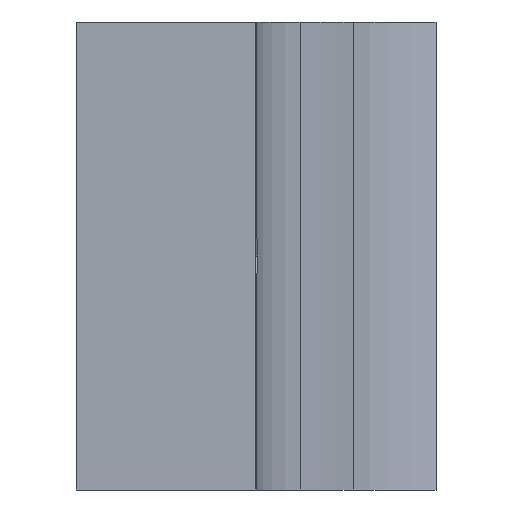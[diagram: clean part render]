
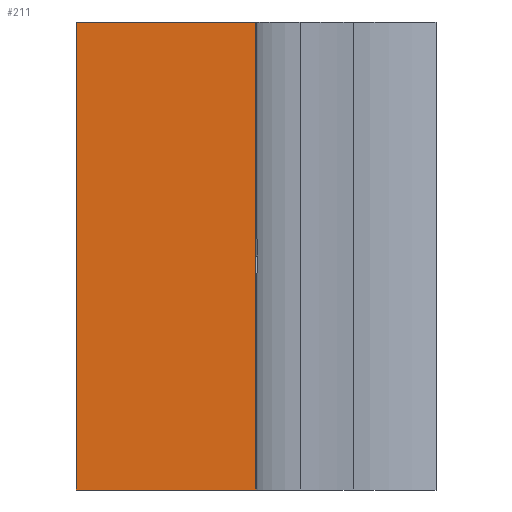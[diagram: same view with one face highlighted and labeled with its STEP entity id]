
A CAD part, left-side view. The second image highlights one B-rep face of the part: STEP entity #211.
In plain terms, the highlighted planar face has unit normal (-1, 0, 0).
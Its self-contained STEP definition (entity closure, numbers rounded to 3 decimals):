
#70 = CARTESIAN_POINT ( 'NONE',  ( -40., -14., 26. ) ) ;
#73 = CARTESIAN_POINT ( 'NONE',  ( -40., -14., 26. ) ) ;
#111 = VERTEX_POINT ( 'NONE', #1415 ) ;
#141 = ORIENTED_EDGE ( 'NONE', *, *, #1239, .F. ) ;
#163 = DIRECTION ( 'NONE',  ( 0., 0., -1. ) ) ;
#184 = VECTOR ( 'NONE', #715, 1000. ) ;
#211 = ADVANCED_FACE ( 'NONE', ( #1160 ), #220, .F. ) ;
#220 = PLANE ( 'NONE',  #1221 ) ;
#227 = DIRECTION ( 'NONE',  ( 1., 0., 0. ) ) ;
#246 = VERTEX_POINT ( 'NONE', #909 ) ;
#322 = VERTEX_POINT ( 'NONE', #931 ) ;
#349 = EDGE_CURVE ( 'NONE', #1203, #111, #404, .T. ) ;
#404 = LINE ( 'NONE', #1199, #556 ) ;
#426 = CARTESIAN_POINT ( 'NONE',  ( -40., -24., 26. ) ) ;
#474 = EDGE_CURVE ( 'NONE', #322, #111, #518, .T. ) ;
#518 = LINE ( 'NONE', #1167, #184 ) ;
#556 = VECTOR ( 'NONE', #163, 1000. ) ;
#562 = CARTESIAN_POINT ( 'NONE',  ( -40., -14., 26. ) ) ;
#574 = DIRECTION ( 'NONE',  ( 0., 1., 0. ) ) ;
#656 = DIRECTION ( 'NONE',  ( 0., -1., 0. ) ) ;
#715 = DIRECTION ( 'NONE',  ( 0., -1., 0. ) ) ;
#801 = EDGE_CURVE ( 'NONE', #246, #322, #866, .T. ) ;
#866 = LINE ( 'NONE', #73, #986 ) ;
#909 = CARTESIAN_POINT ( 'NONE',  ( -40., -14., 26. ) ) ;
#931 = CARTESIAN_POINT ( 'NONE',  ( -40., -14., 0. ) ) ;
#936 = ORIENTED_EDGE ( 'NONE', *, *, #801, .T. ) ;
#986 = VECTOR ( 'NONE', #988, 1000. ) ;
#988 = DIRECTION ( 'NONE',  ( 0., 0., -1. ) ) ;
#1033 = ORIENTED_EDGE ( 'NONE', *, *, #474, .T. ) ;
#1105 = LINE ( 'NONE', #70, #1200 ) ;
#1160 = FACE_OUTER_BOUND ( 'NONE', #1429, .T. ) ;
#1167 = CARTESIAN_POINT ( 'NONE',  ( -40., -14., 0. ) ) ;
#1199 = CARTESIAN_POINT ( 'NONE',  ( -40., -24., 26. ) ) ;
#1200 = VECTOR ( 'NONE', #656, 1000. ) ;
#1203 = VERTEX_POINT ( 'NONE', #426 ) ;
#1221 = AXIS2_PLACEMENT_3D ( 'NONE', #562, #227, #574 ) ;
#1239 = EDGE_CURVE ( 'NONE', #246, #1203, #1105, .T. ) ;
#1393 = ORIENTED_EDGE ( 'NONE', *, *, #349, .F. ) ;
#1415 = CARTESIAN_POINT ( 'NONE',  ( -40., -24., 0. ) ) ;
#1429 = EDGE_LOOP ( 'NONE', ( #1033, #1393, #141, #936 ) ) ;
